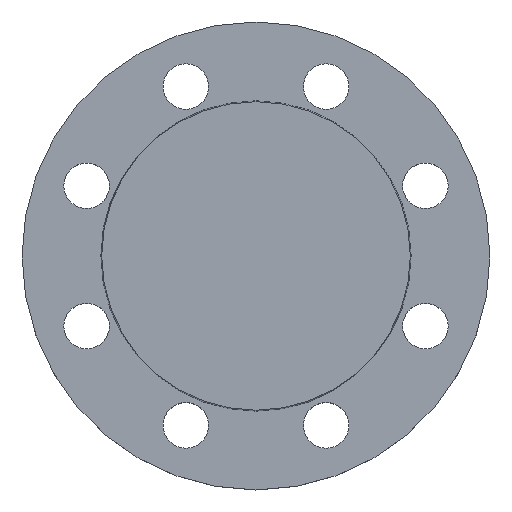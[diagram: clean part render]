
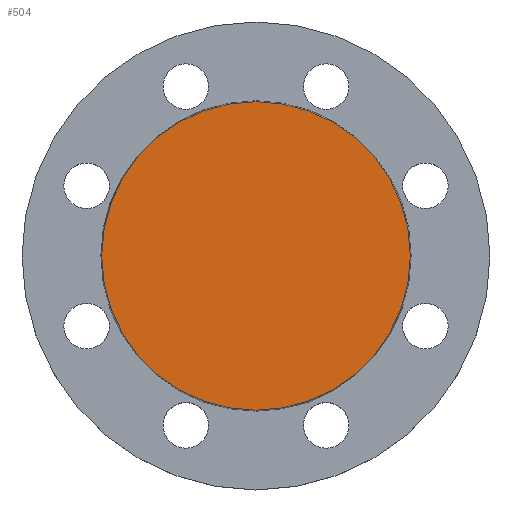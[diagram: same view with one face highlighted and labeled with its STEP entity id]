
A CAD part, top view. The second image highlights one B-rep face of the part: STEP entity #504.
In plain terms, the highlighted planar face has unit normal (0, 0, 1).
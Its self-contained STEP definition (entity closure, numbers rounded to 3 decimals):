
#117 = AXIS2_PLACEMENT_3D ( 'NONE', #237, #258, #262 ) ;
#123 = DIRECTION ( 'NONE',  ( -1., 0., 0. ) ) ;
#124 = AXIS2_PLACEMENT_3D ( 'NONE', #252, #254, #249 ) ;
#125 = DIRECTION ( 'NONE',  ( 0., 0., -1. ) ) ;
#127 = CARTESIAN_POINT ( 'NONE',  ( 0., 0., 0. ) ) ;
#237 = CARTESIAN_POINT ( 'NONE',  ( 0., 0., 0. ) ) ;
#249 = DIRECTION ( 'NONE',  ( 1., 0., 0. ) ) ;
#252 = CARTESIAN_POINT ( 'NONE',  ( 0., 0., 0. ) ) ;
#254 = DIRECTION ( 'NONE',  ( 0., 0., 1. ) ) ;
#255 = FACE_OUTER_BOUND ( 'NONE', #712, .T. ) ;
#258 = DIRECTION ( 'NONE',  ( 0., 0., -1. ) ) ;
#259 = PLANE ( 'NONE',  #124 ) ;
#262 = DIRECTION ( 'NONE',  ( -1., 0., 0. ) ) ;
#288 = CIRCLE ( 'NONE', #291, 61. ) ;
#291 = AXIS2_PLACEMENT_3D ( 'NONE', #127, #125, #123 ) ;
#358 = CIRCLE ( 'NONE', #117, 61. ) ;
#450 = EDGE_CURVE ( 'NONE', #537, #536, #358, .T. ) ;
#492 = CARTESIAN_POINT ( 'NONE',  ( 61., 0., 0. ) ) ;
#500 = CARTESIAN_POINT ( 'NONE',  ( -61., 0., 0. ) ) ;
#504 = ADVANCED_FACE ( 'NONE', ( #255 ), #259, .T. ) ;
#536 = VERTEX_POINT ( 'NONE', #492 ) ;
#537 = VERTEX_POINT ( 'NONE', #500 ) ;
#620 = ORIENTED_EDGE ( 'NONE', *, *, #450, .F. ) ;
#621 = ORIENTED_EDGE ( 'NONE', *, *, #714, .F. ) ;
#712 = EDGE_LOOP ( 'NONE', ( #620, #621 ) ) ;
#714 = EDGE_CURVE ( 'NONE', #536, #537, #288, .T. ) ;
